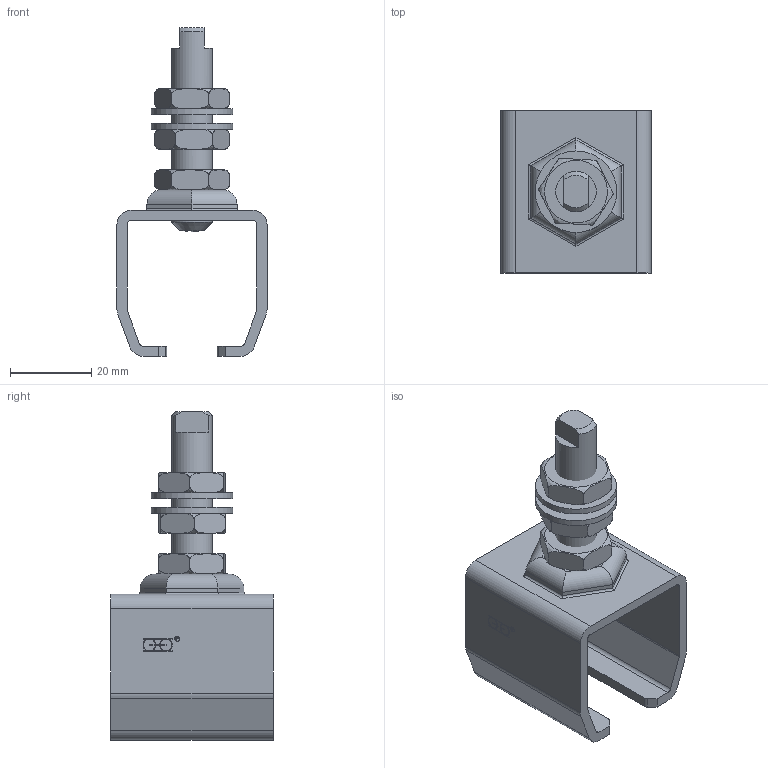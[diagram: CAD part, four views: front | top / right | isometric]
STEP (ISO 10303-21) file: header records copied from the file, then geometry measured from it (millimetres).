
FILE_DESCRIPTION((''),'2;1');
FILE_NAME('9011.stp','2009-07-23T09:33:06',('Giuliano'),(''),'Autodesk Inventor 2009','Autodesk Inventor 2009','');
FILE_SCHEMA(('AUTOMOTIVE_DESIGN { 1 0 10303 214 1 1 1 1 }'));
Length unit declared in the file: millimetre
Products named in the file (6): 9011; 15852; 06010; PT3531; 14973; 13581
Assembly tree (9 placements, depth 3):
  9011
    15852
    06010
    PT3531
      14973
      06010  x3
      13581  x2
Bounding box: 37 x 40 x 81 mm (x, y, z)
Volume: 19530.6 mm3; surface area: 16050.8 mm2
Topology: 8 solids, 8 shells, 266 faces, 670 edges, 437 vertices
Faces by surface type: plane 147, bspline 58, cylinder 57, cone 4
Full cylindrical faces by diameter (mm): 1.151 x1, 1.25 x1, 10 x1, 10.4 x2, 20.1 x2
Entity records: 8195 total; most frequent: CARTESIAN_POINT 2760, ORIENTED_EDGE 1142, DIRECTION 953, EDGE_CURVE 571, VERTEX_POINT 378, VECTOR 367, LINE 367, AXIS2_PLACEMENT_3D 293
